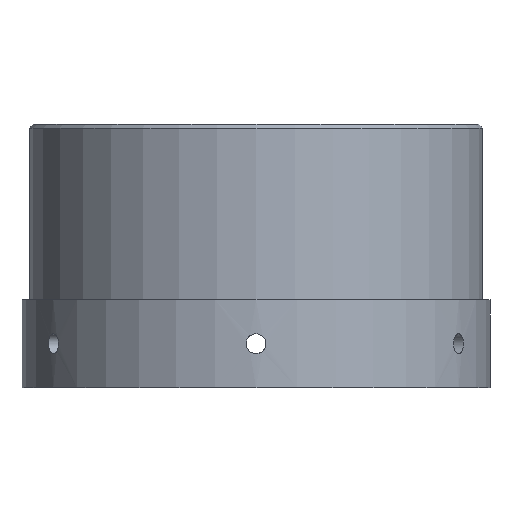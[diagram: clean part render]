
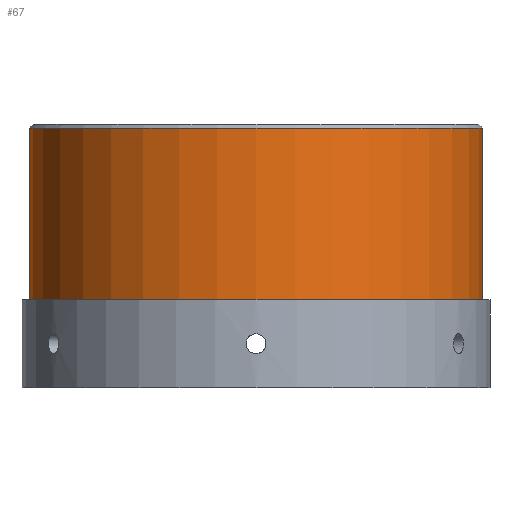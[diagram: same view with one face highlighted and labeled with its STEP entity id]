
A CAD part, front view. The second image highlights one B-rep face of the part: STEP entity #67.
In plain terms, the highlighted cylindrical face has radius 49.133 mm (diameter 98.266 mm), a full revolution.
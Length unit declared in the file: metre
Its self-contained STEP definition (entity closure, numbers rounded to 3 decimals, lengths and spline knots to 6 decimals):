
#67 = ADVANCED_FACE( '', ( #154, #155 ), #156, .T. );
#154 = FACE_OUTER_BOUND( '', #233, .T. );
#155 = FACE_OUTER_BOUND( '', #234, .T. );
#156 = CYLINDRICAL_SURFACE( '', #235, 0.049133 );
#233 = EDGE_LOOP( '', ( #334 ) );
#234 = EDGE_LOOP( '', ( #335 ) );
#235 = AXIS2_PLACEMENT_3D( '', #336, #337, #338 );
#334 = ORIENTED_EDGE( '', *, *, #360, .T. );
#335 = ORIENTED_EDGE( '', *, *, #371, .T. );
#336 = CARTESIAN_POINT( '', ( 0., 0., 0.0381 ) );
#337 = DIRECTION( '', ( 0., 0., 1. ) );
#338 = DIRECTION( '', ( -1., 0., 0. ) );
#360 = EDGE_CURVE( '', #410, #410, #411, .F. );
#371 = EDGE_CURVE( '', #427, #427, #428, .T. );
#410 = VERTEX_POINT( '', #980 );
#411 = CIRCLE( '', #981, 0.049133 );
#427 = VERTEX_POINT( '', #1168 );
#428 = CIRCLE( '', #1169, 0.049133 );
#980 = CARTESIAN_POINT( '', ( 0.049133, 0., 0.037306 ) );
#981 = AXIS2_PLACEMENT_3D( '', #1188, #1189, #1190 );
#1168 = CARTESIAN_POINT( '', ( 0.049133, 0., 0. ) );
#1169 = AXIS2_PLACEMENT_3D( '', #1197, #1198, #1199 );
#1188 = CARTESIAN_POINT( '', ( 0., 0., 0.037306 ) );
#1189 = DIRECTION( '', ( 0., 0., 1. ) );
#1190 = DIRECTION( '', ( 1., 0., 0. ) );
#1197 = CARTESIAN_POINT( '', ( 0., 0., 0. ) );
#1198 = DIRECTION( '', ( 0., 0., 1. ) );
#1199 = DIRECTION( '', ( 1., 0., 0. ) );
